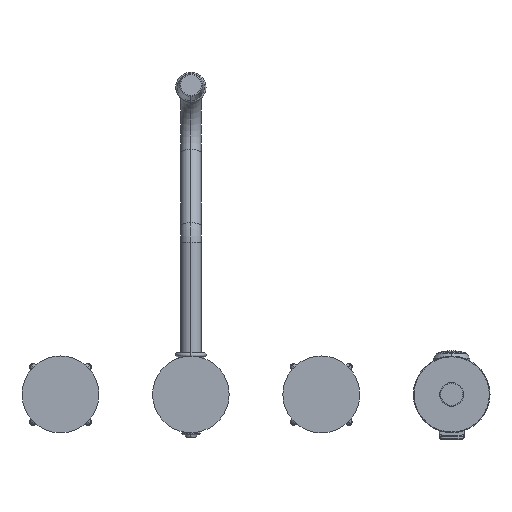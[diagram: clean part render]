
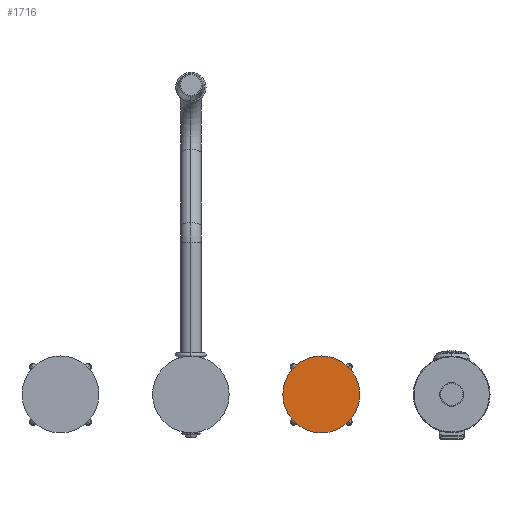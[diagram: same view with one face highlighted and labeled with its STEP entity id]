
A CAD part, front view. The second image highlights one B-rep face of the part: STEP entity #1716.
In plain terms, the highlighted planar face has unit normal (0, -1, 0).
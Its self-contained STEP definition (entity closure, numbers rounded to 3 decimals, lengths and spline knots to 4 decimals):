
#883=CARTESIAN_POINT('',(4.,0.,0.));
#884=DIRECTION('',(0.,-1.,0.));
#885=DIRECTION('',(1.,0.,0.));
#886=AXIS2_PLACEMENT_3D('',#883,#884,#885);
#907=CARTESIAN_POINT('',(4.,0.,0.));
#908=DIRECTION('',(0.,1.,0.));
#909=DIRECTION('',(1.,0.,0.));
#910=AXIS2_PLACEMENT_3D('',#907,#908,#909);
#915=CARTESIAN_POINT('',(5.18,0.,0.));
#917=VERTEX_POINT('',#915);
#921=CARTESIAN_POINT('',(2.82,0.,0.));
#923=VERTEX_POINT('',#921);
#1707=CARTESIAN_POINT('',(4.,0.,0.));
#1708=DIRECTION('',(0.,-1.,0.));
#1709=DIRECTION('',(-1.,0.,0.));
#1710=AXIS2_PLACEMENT_3D('',#1707,#1708,#1709);
#1711=PLANE('',#1710);
#1712=ORIENTED_EDGE('',*,*,#1690,.T.);
#1713=ORIENTED_EDGE('',*,*,#1662,.F.);
#1714=EDGE_LOOP('',(#1712,#1713));
#1715=FACE_OUTER_BOUND('',#1714,.F.);
#887=CIRCLE('',#886,1.18);
#911=CIRCLE('',#910,1.18);
#1662=EDGE_CURVE('',#917,#923,#887,.T.);
#1690=EDGE_CURVE('',#917,#923,#911,.T.);
#1716=ADVANCED_FACE('',(#1715),#1711,.T.);
